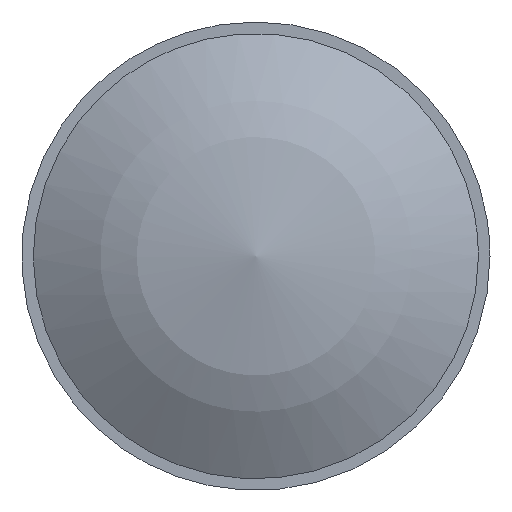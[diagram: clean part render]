
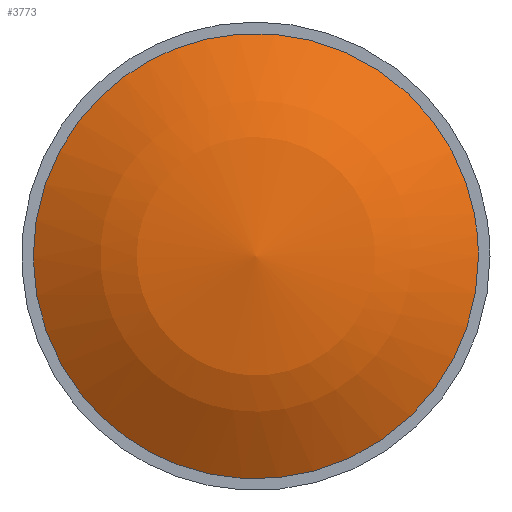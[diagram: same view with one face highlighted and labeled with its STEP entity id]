
A CAD part, left-side view. The second image highlights one B-rep face of the part: STEP entity #3773.
In plain terms, the highlighted free-form (B-spline) face has degree [2, 2] with [3, 3] control points.
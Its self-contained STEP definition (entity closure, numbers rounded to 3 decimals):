
#3650 = VERTEX_POINT('',#3651);
#3651 = CARTESIAN_POINT('',(0.,-99.1,
    0.));
#3656 = EDGE_CURVE('',#3650,#3650,#3657,.T.);
#3657 = ( BOUNDED_CURVE() B_SPLINE_CURVE(2,(#3658,#3659,#3660,#3661,
#3662,#3663,#3664),.UNSPECIFIED.,.T.,.F.) B_SPLINE_CURVE_WITH_KNOTS((3,2
    ,2,3),(4.712,6.807,8.901,10.996)
,.PIECEWISE_BEZIER_KNOTS.) CURVE() GEOMETRIC_REPRESENTATION_ITEM() 
RATIONAL_B_SPLINE_CURVE((1.,0.5,1.,0.5,1.,0.5,1.)) REPRESENTATION_ITEM(
  '') );
#3658 = CARTESIAN_POINT('',(0.,-99.1,
    0.));
#3659 = CARTESIAN_POINT('',(0.,-99.1,
    -171.646));
#3660 = CARTESIAN_POINT('',(0.,49.55,
    -85.823));
#3661 = CARTESIAN_POINT('',(0.,198.2,
    0.));
#3662 = CARTESIAN_POINT('',(0.,49.55,
    85.823));
#3663 = CARTESIAN_POINT('',(0.,-99.1,
    171.646));
#3664 = CARTESIAN_POINT('',(0.,-99.1,
    0.));
#3773 = ADVANCED_FACE('',(#3774),#3777,.T.);
#3774 = FACE_BOUND('',#3775,.T.);
#3775 = EDGE_LOOP('',(#3776));
#3776 = ORIENTED_EDGE('',*,*,#3656,.F.);
#3777 = ( BOUNDED_SURFACE() B_SPLINE_SURFACE(2,2,(
    (#3778,#3779,#3780)
    ,(#3781,#3782,#3783)
    ,(#3784,#3785,#3786
)),.UNSPECIFIED.,.F.,.F.,.F.) B_SPLINE_SURFACE_WITH_KNOTS((3,3),(3,3),(
    5.674,6.886),(-0.606,0.606),
.PIECEWISE_BEZIER_KNOTS.) GEOMETRIC_REPRESENTATION_ITEM() 
RATIONAL_B_SPLINE_SURFACE((
    (1.,0.822,1.)
    ,(0.822,0.676,0.822)
,(1.,0.822,1.))) REPRESENTATION_ITEM('') SURFACE() );
#3778 = CARTESIAN_POINT('',(26.093,82.225,
    -99.428));
#3779 = CARTESIAN_POINT('',(-30.343,121.631,
    0.));
#3780 = CARTESIAN_POINT('',(26.093,82.225,
    99.428));
#3781 = CARTESIAN_POINT('',(-30.936,0.551,
    -99.428));
#3782 = CARTESIAN_POINT('',(-114.702,0.816,
    0.));
#3783 = CARTESIAN_POINT('',(-30.936,0.551,
    99.428));
#3784 = CARTESIAN_POINT('',(25.576,-81.48,
    -99.428));
#3785 = CARTESIAN_POINT('',(-31.107,-120.529,
    0.));
#3786 = CARTESIAN_POINT('',(25.576,-81.48,
    99.428));
